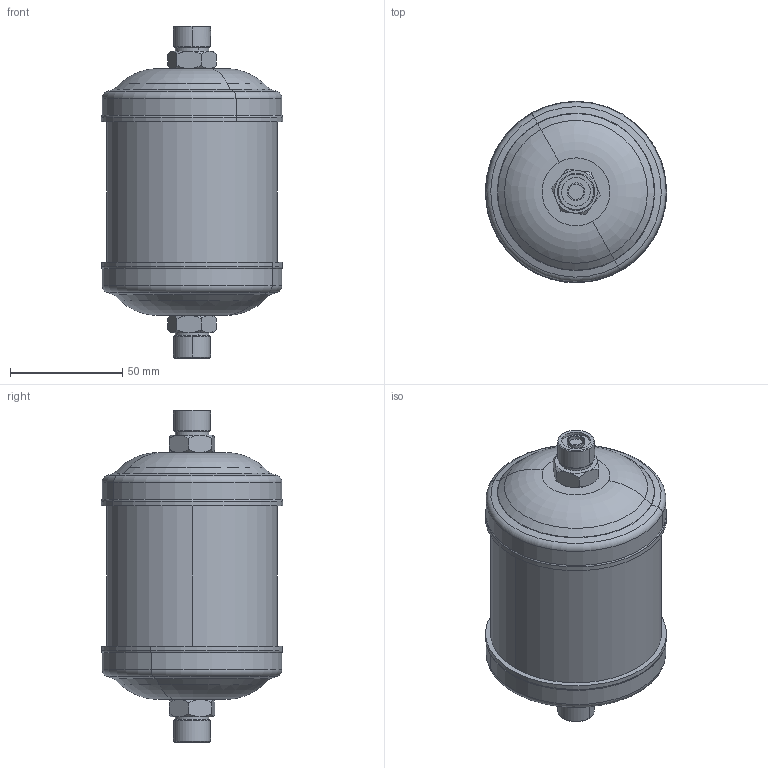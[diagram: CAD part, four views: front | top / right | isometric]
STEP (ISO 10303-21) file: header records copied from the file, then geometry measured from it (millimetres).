
FILE_DESCRIPTION (( 'STEP AP203' ), '1' );
FILE_NAME ('023Z0219R - DCL 163FS.STEP', '2022-12-06T10:51:30', ( '' ), ( '' ), 'SwSTEP 2.0', 'SolidWorks 2020', '' );
FILE_SCHEMA (( 'CONFIG_CONTROL_DESIGN' ));
Length unit declared in the file: millimetre
Products named in the file (1): 023Z0219R - DCL 163FS
Bounding box: 80.79 x 80.79 x 148 mm (x, y, z)
Volume: 487487.5 mm3; surface area: 36099.9 mm2
Topology: 1 solids, 1 shells, 124 faces, 261 edges, 151 vertices
Faces by surface type: cone 46, cylinder 30, plane 29, torus 16, bspline 3
Entity records: 4200 total; most frequent: CARTESIAN_POINT 1504, DIRECTION 584, ORIENTED_EDGE 518, EDGE_CURVE 259, AXIS2_PLACEMENT_3D 259, VERTEX_POINT 151, EDGE_LOOP 138, CIRCLE 137
